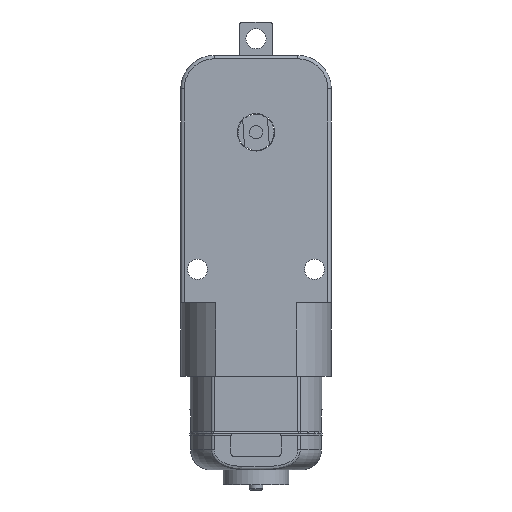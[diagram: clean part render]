
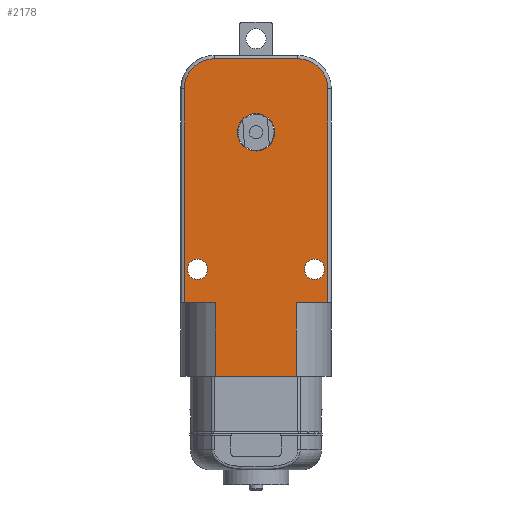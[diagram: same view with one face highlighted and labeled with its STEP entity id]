
A CAD part, left-side view. The second image highlights one B-rep face of the part: STEP entity #2178.
In plain terms, the highlighted planar face has unit normal (-1, 0, 0).
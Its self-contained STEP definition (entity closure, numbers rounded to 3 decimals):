
#108=FACE_BOUND('',#328,.T.);
#109=FACE_BOUND('',#329,.T.);
#110=FACE_BOUND('',#330,.T.);
#128=PLANE('',#2367);
#192=FACE_OUTER_BOUND('',#327,.T.);
#327=EDGE_LOOP('',(#1491,#1492,#1493,#1494,#1495,#1496,#1497,#1498,#1499,
#1500));
#328=EDGE_LOOP('',(#1501));
#329=EDGE_LOOP('',(#1502));
#330=EDGE_LOOP('',(#1503));
#481=LINE('',#3351,#633);
#487=LINE('',#3377,#639);
#488=LINE('',#3379,#640);
#489=LINE('',#3383,#641);
#490=LINE('',#3386,#642);
#491=LINE('',#3388,#643);
#492=LINE('',#3390,#644);
#493=LINE('',#3391,#645);
#633=VECTOR('',#2660,1000.);
#639=VECTOR('',#2684,1000.);
#640=VECTOR('',#2685,1000.);
#641=VECTOR('',#2688,1000.);
#642=VECTOR('',#2691,1000.);
#643=VECTOR('',#2692,1000.);
#644=VECTOR('',#2693,1000.);
#645=VECTOR('',#2694,1000.);
#774=CIRCLE('',#2346,2.8);
#778=CIRCLE('',#2352,1.5);
#780=CIRCLE('',#2355,1.5);
#788=CIRCLE('',#2368,4.5);
#789=CIRCLE('',#2369,4.5);
#906=VERTEX_POINT('',#3308);
#910=VERTEX_POINT('',#3320);
#912=VERTEX_POINT('',#3326);
#922=VERTEX_POINT('',#3349);
#923=VERTEX_POINT('',#3350);
#933=VERTEX_POINT('',#3375);
#934=VERTEX_POINT('',#3376);
#935=VERTEX_POINT('',#3378);
#936=VERTEX_POINT('',#3380);
#937=VERTEX_POINT('',#3382);
#938=VERTEX_POINT('',#3384);
#939=VERTEX_POINT('',#3387);
#940=VERTEX_POINT('',#3389);
#1121=EDGE_CURVE('',#906,#906,#774,.T.);
#1127=EDGE_CURVE('',#910,#910,#778,.T.);
#1130=EDGE_CURVE('',#912,#912,#780,.T.);
#1141=EDGE_CURVE('',#922,#923,#481,.T.);
#1153=EDGE_CURVE('',#933,#934,#487,.T.);
#1154=EDGE_CURVE('',#934,#935,#488,.T.);
#1155=EDGE_CURVE('',#935,#936,#788,.T.);
#1156=EDGE_CURVE('',#936,#937,#489,.T.);
#1157=EDGE_CURVE('',#937,#938,#789,.T.);
#1158=EDGE_CURVE('',#938,#922,#490,.T.);
#1159=EDGE_CURVE('',#939,#923,#491,.T.);
#1160=EDGE_CURVE('',#940,#939,#492,.T.);
#1161=EDGE_CURVE('',#940,#933,#493,.T.);
#1491=ORIENTED_EDGE('',*,*,#1153,.T.);
#1492=ORIENTED_EDGE('',*,*,#1154,.T.);
#1493=ORIENTED_EDGE('',*,*,#1155,.T.);
#1494=ORIENTED_EDGE('',*,*,#1156,.T.);
#1495=ORIENTED_EDGE('',*,*,#1157,.T.);
#1496=ORIENTED_EDGE('',*,*,#1158,.T.);
#1497=ORIENTED_EDGE('',*,*,#1141,.T.);
#1498=ORIENTED_EDGE('',*,*,#1159,.F.);
#1499=ORIENTED_EDGE('',*,*,#1160,.F.);
#1500=ORIENTED_EDGE('',*,*,#1161,.T.);
#1501=ORIENTED_EDGE('',*,*,#1121,.T.);
#1502=ORIENTED_EDGE('',*,*,#1127,.T.);
#1503=ORIENTED_EDGE('',*,*,#1130,.T.);
#2178=ADVANCED_FACE('',(#192,#108,#109,#110),#128,.F.);
#2346=AXIS2_PLACEMENT_3D('',#3309,#2622,#2623);
#2352=AXIS2_PLACEMENT_3D('',#3321,#2636,#2637);
#2355=AXIS2_PLACEMENT_3D('',#3327,#2643,#2644);
#2367=AXIS2_PLACEMENT_3D('',#3374,#2682,#2683);
#2368=AXIS2_PLACEMENT_3D('',#3381,#2686,#2687);
#2369=AXIS2_PLACEMENT_3D('',#3385,#2689,#2690);
#2622=DIRECTION('center_axis',(1.,0.,0.));
#2623=DIRECTION('ref_axis',(0.,1.,0.));
#2636=DIRECTION('center_axis',(1.,0.,0.));
#2637=DIRECTION('ref_axis',(0.,1.,0.));
#2643=DIRECTION('center_axis',(1.,0.,0.));
#2644=DIRECTION('ref_axis',(0.,1.,0.));
#2660=DIRECTION('',(0.,-1.,0.));
#2682=DIRECTION('center_axis',(1.,0.,0.));
#2683=DIRECTION('ref_axis',(0.,1.,0.));
#2684=DIRECTION('',(0.,-1.,0.));
#2685=DIRECTION('',(0.,0.,1.));
#2686=DIRECTION('center_axis',(-1.,0.,0.));
#2687=DIRECTION('ref_axis',(0.,1.,0.));
#2688=DIRECTION('',(0.,1.,0.));
#2689=DIRECTION('center_axis',(-1.,0.,0.));
#2690=DIRECTION('ref_axis',(0.,1.,0.));
#2691=DIRECTION('',(0.,0.,-1.));
#2692=DIRECTION('',(0.,0.,1.));
#2693=DIRECTION('',(0.,1.,0.));
#2694=DIRECTION('',(0.,0.,1.));
#3308=CARTESIAN_POINT('',(-9.5,-2.8,25.5));
#3309=CARTESIAN_POINT('Origin',(-9.5,0.,
25.5));
#3320=CARTESIAN_POINT('',(-9.5,7.25,5.));
#3321=CARTESIAN_POINT('Origin',(-9.5,8.75,5.));
#3326=CARTESIAN_POINT('',(-9.5,-10.25,5.));
#3327=CARTESIAN_POINT('Origin',(-9.5,-8.75,5.));
#3349=CARTESIAN_POINT('',(-9.5,10.75,0.));
#3350=CARTESIAN_POINT('',(-9.5,6.026,0.));
#3351=CARTESIAN_POINT('',(-9.5,11.25,0.));
#3374=CARTESIAN_POINT('Origin',(-9.5,11.25,37.));
#3375=CARTESIAN_POINT('',(-9.5,-6.026,0.));
#3376=CARTESIAN_POINT('',(-9.5,-10.75,0.));
#3377=CARTESIAN_POINT('',(-9.5,11.25,0.));
#3378=CARTESIAN_POINT('',(-9.5,-10.75,32.));
#3379=CARTESIAN_POINT('',(-9.5,-10.75,37.));
#3380=CARTESIAN_POINT('',(-9.5,-6.25,36.5));
#3381=CARTESIAN_POINT('Origin',(-9.5,-6.25,32.));
#3382=CARTESIAN_POINT('',(-9.5,6.25,36.5));
#3383=CARTESIAN_POINT('',(-9.5,11.25,36.5));
#3384=CARTESIAN_POINT('',(-9.5,10.75,32.));
#3385=CARTESIAN_POINT('Origin',(-9.5,6.25,32.));
#3386=CARTESIAN_POINT('',(-9.5,10.75,37.));
#3387=CARTESIAN_POINT('',(-9.5,6.026,-11.));
#3388=CARTESIAN_POINT('',(-9.5,6.026,-11.));
#3389=CARTESIAN_POINT('',(-9.5,-6.026,-11.));
#3390=CARTESIAN_POINT('',(-9.5,6.026,-11.));
#3391=CARTESIAN_POINT('',(-9.5,-6.026,-11.));
